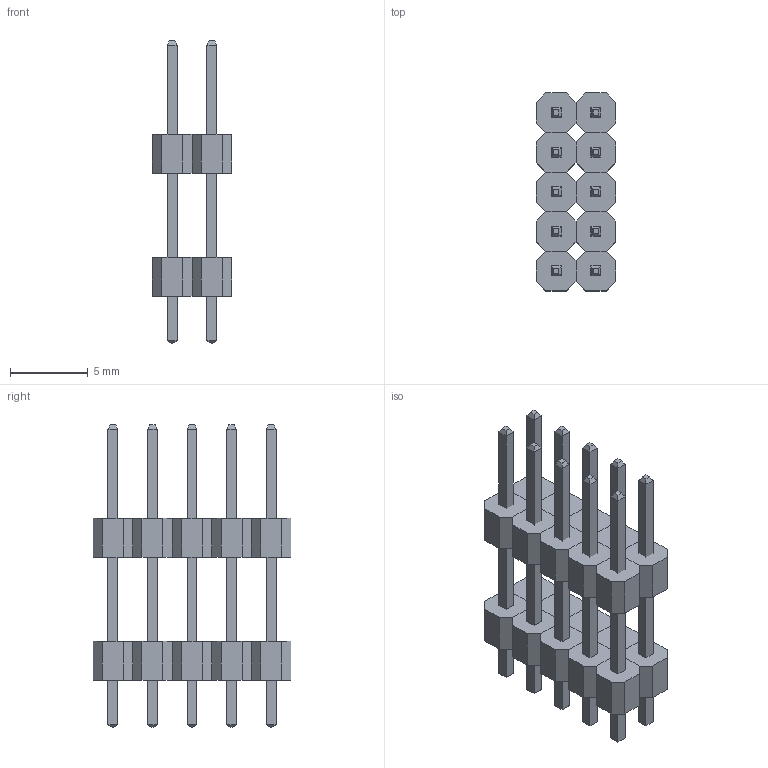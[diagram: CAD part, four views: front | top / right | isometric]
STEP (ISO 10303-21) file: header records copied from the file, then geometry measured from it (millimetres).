
FILE_DESCRIPTION (( 'STEP AP214' ), '1' );
FILE_NAME ('DS1029-04-2X5P8BVB10-B.STEP', '2023-01-19T06:47:50', ( '' ), ( '' ), 'SwSTEP 2.0', 'SolidWorks 2019', '' );
FILE_SCHEMA (( 'AUTOMOTIVE_DESIGN' ));
Length unit declared in the file: millimetre
Products named in the file (1): DS1029-04-2X5P8BVB10-B
Bounding box: 5.08 x 12.7 x 19.4 mm (x, y, z)
Volume: 355 mm3; surface area: 1092.4 mm2
Topology: 20 solids, 20 shells, 380 faces, 880 edges, 560 vertices
Faces by surface type: plane 380
Entity records: 12629 total; most frequent: CARTESIAN_POINT 1821, ORIENTED_EDGE 1760, DIRECTION 1642, LINE 880, EDGE_CURVE 880, VECTOR 880, VERTEX_POINT 560, EDGE_LOOP 400
